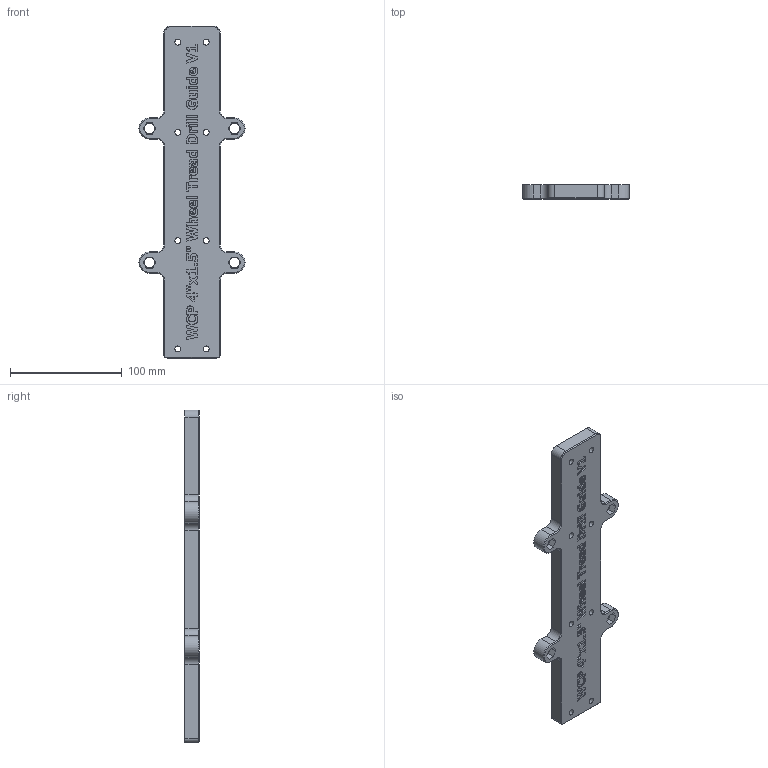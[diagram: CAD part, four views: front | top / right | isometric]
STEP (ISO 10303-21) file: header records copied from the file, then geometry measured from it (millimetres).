
FILE_DESCRIPTION(/* description */ (''),/* implementation_level */ '2;1');
FILE_NAME(/* name */ 'WCP 4in Wheel Tread Guide BOTTOM.stp',/* time_stamp */ '2022-02-20T03:46:48-05:00',/* author */ ('Max Boord'),/* organization */ (''),/* preprocessor_version */ 'ST-DEVELOPER v18.1',/* originating_system */ 'Autodesk Inventor 2022',/* authorisation */ '');
FILE_SCHEMA (('AUTOMOTIVE_DESIGN { 1 0 10303 214 3 1 1 }'));
Length unit declared in the file: inch
Products named in the file (1): WCP 4in Wheel Tread Guide
Bounding box: 95.25 x 12.7 x 297.61 mm (x, y, z)
Volume: 134078.7 mm3; surface area: 49445.6 mm2
Topology: 1 solids, 1 shells, 555 faces, 1477 edges, 974 vertices
Faces by surface type: plane 349, bspline 156, cylinder 32, cone 18
Full cylindrical faces by diameter (mm): 5.334 x8, 9.525 x4
Entity records: 17948 total; most frequent: CARTESIAN_POINT 5035, ORIENTED_EDGE 2954, DIRECTION 2051, EDGE_CURVE 1477, LINE 1079, VECTOR 1079, VERTEX_POINT 974, EDGE_LOOP 629
